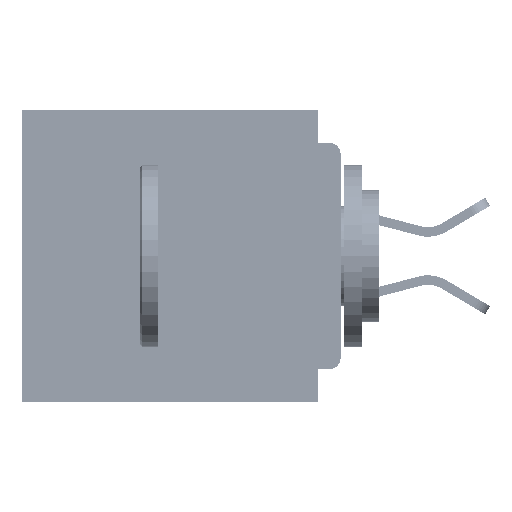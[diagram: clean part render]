
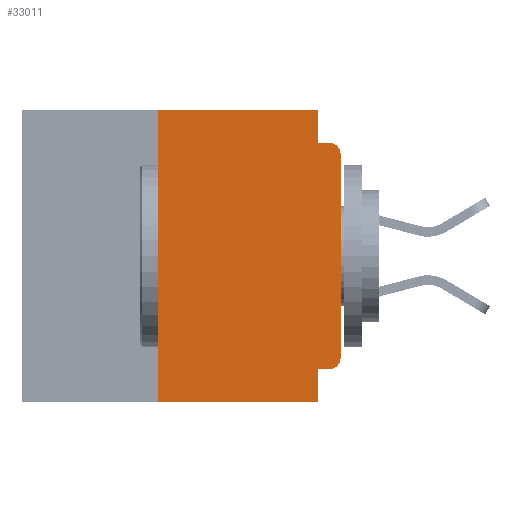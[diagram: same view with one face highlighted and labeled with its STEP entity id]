
A CAD part, left-side view. The second image highlights one B-rep face of the part: STEP entity #33011.
In plain terms, the highlighted planar face has unit normal (-1, 0, 0).
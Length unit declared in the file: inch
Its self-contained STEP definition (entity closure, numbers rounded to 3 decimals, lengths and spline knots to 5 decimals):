
#114 = ORIENTED_EDGE ( 'NONE', *, *, #15348, .F. ) ;
#449 = DIRECTION ( 'NONE',  ( 0., 0., 1. ) ) ;
#1441 = ORIENTED_EDGE ( 'NONE', *, *, #1824, .F. ) ;
#1824 = EDGE_CURVE ( 'NONE', #62904, #8375, #9029, .T. ) ;
#2975 = ORIENTED_EDGE ( 'NONE', *, *, #57694, .F. ) ;
#4064 = PLANE ( 'NONE',  #24855 ) ;
#4368 = CARTESIAN_POINT ( 'NONE',  ( 0., 0.015, -0.355 ) ) ;
#4830 = VECTOR ( 'NONE', #13703, 39.37008 ) ;
#6691 = CARTESIAN_POINT ( 'NONE',  ( 0., 0., -0.355 ) ) ;
#7856 = DIRECTION ( 'NONE',  ( -1., 0., 0. ) ) ;
#8010 = DIRECTION ( 'NONE',  ( 0., -1., 0. ) ) ;
#8045 = EDGE_CURVE ( 'NONE', #12454, #33379, #34603, .T. ) ;
#8110 = CARTESIAN_POINT ( 'NONE',  ( 0., 0., -0.045 ) ) ;
#8375 = VERTEX_POINT ( 'NONE', #31001 ) ;
#9029 = LINE ( 'NONE', #26990, #64493 ) ;
#9687 = DIRECTION ( 'NONE',  ( 1., 0., 0. ) ) ;
#9911 = CIRCLE ( 'NONE', #60268, 0.015 ) ;
#12454 = VERTEX_POINT ( 'NONE', #28195 ) ;
#13612 = ORIENTED_EDGE ( 'NONE', *, *, #42998, .F. ) ;
#13703 = DIRECTION ( 'NONE',  ( 0., -1., 0. ) ) ;
#14800 = CARTESIAN_POINT ( 'NONE',  ( 0., 0.031, -0.355 ) ) ;
#15246 = ORIENTED_EDGE ( 'NONE', *, *, #47654, .T. ) ;
#15348 = EDGE_CURVE ( 'NONE', #27757, #52500, #20723, .T. ) ;
#15422 = ORIENTED_EDGE ( 'NONE', *, *, #43566, .F. ) ;
#17284 = VECTOR ( 'NONE', #8010, 39.37008 ) ;
#17645 = CARTESIAN_POINT ( 'NONE',  ( 0., 0.25, 0. ) ) ;
#18999 = LINE ( 'NONE', #46834, #17284 ) ;
#20723 = LINE ( 'NONE', #66257, #48462 ) ;
#21601 = VECTOR ( 'NONE', #23280, 39.37008 ) ;
#22281 = DIRECTION ( 'NONE',  ( 0., 0., -1. ) ) ;
#23280 = DIRECTION ( 'NONE',  ( 0., 1., 0. ) ) ;
#24855 = AXIS2_PLACEMENT_3D ( 'NONE', #42949, #9687, #48504 ) ;
#25754 = LINE ( 'NONE', #61115, #53472 ) ;
#26081 = CARTESIAN_POINT ( 'NONE',  ( 0., 0.015, -0.06 ) ) ;
#26423 = DIRECTION ( 'NONE',  ( 0., 0., -1. ) ) ;
#26530 = VERTEX_POINT ( 'NONE', #69422 ) ;
#26990 = CARTESIAN_POINT ( 'NONE',  ( 0., 0.031, -0.4 ) ) ;
#27757 = VERTEX_POINT ( 'NONE', #35698 ) ;
#28195 = CARTESIAN_POINT ( 'NONE',  ( 0., 0., -0.34 ) ) ;
#28456 = LINE ( 'NONE', #52824, #41400 ) ;
#30325 = CIRCLE ( 'NONE', #35339, 0.015 ) ;
#30423 = ORIENTED_EDGE ( 'NONE', *, *, #8045, .T. ) ;
#31001 = CARTESIAN_POINT ( 'NONE',  ( 0., 0.031, -0.4 ) ) ;
#31655 = DIRECTION ( 'NONE',  ( 0., 0., -1. ) ) ;
#33011 = ADVANCED_FACE ( 'NONE', ( #40178 ), #4064, .F. ) ;
#33379 = VERTEX_POINT ( 'NONE', #46005 ) ;
#34603 = LINE ( 'NONE', #66810, #47579 ) ;
#35339 = AXIS2_PLACEMENT_3D ( 'NONE', #41135, #7856, #46678 ) ;
#35698 = CARTESIAN_POINT ( 'NONE',  ( 0., 0.031, 0. ) ) ;
#35751 = EDGE_LOOP ( 'NONE', ( #30423, #37423, #15422, #114, #2975, #13612, #15246, #1441, #50128, #38964 ) ) ;
#37423 = ORIENTED_EDGE ( 'NONE', *, *, #49453, .T. ) ;
#37966 = CARTESIAN_POINT ( 'NONE',  ( 0., 0.015, -0.045 ) ) ;
#38964 = ORIENTED_EDGE ( 'NONE', *, *, #52213, .T. ) ;
#40178 = FACE_OUTER_BOUND ( 'NONE', #35751, .T. ) ;
#41135 = CARTESIAN_POINT ( 'NONE',  ( 0., 0.015, -0.34 ) ) ;
#41400 = VECTOR ( 'NONE', #58392, 39.37008 ) ;
#42949 = CARTESIAN_POINT ( 'NONE',  ( 0., 0.437, 0. ) ) ;
#42998 = EDGE_CURVE ( 'NONE', #26530, #63737, #28456, .T. ) ;
#43566 = EDGE_CURVE ( 'NONE', #52500, #43830, #49136, .T. ) ;
#43830 = VERTEX_POINT ( 'NONE', #37966 ) ;
#46005 = CARTESIAN_POINT ( 'NONE',  ( 0., 0., -0.06 ) ) ;
#46678 = DIRECTION ( 'NONE',  ( 0., 0., -1. ) ) ;
#46834 = CARTESIAN_POINT ( 'NONE',  ( 0., 0.437, -0.4 ) ) ;
#47579 = VECTOR ( 'NONE', #449, 39.37008 ) ;
#47654 = EDGE_CURVE ( 'NONE', #26530, #8375, #18999, .T. ) ;
#48462 = VECTOR ( 'NONE', #22281, 39.37008 ) ;
#48504 = DIRECTION ( 'NONE',  ( 0., 0., -1. ) ) ;
#49136 = LINE ( 'NONE', #8110, #4830 ) ;
#49320 = LINE ( 'NONE', #6691, #21601 ) ;
#49453 = EDGE_CURVE ( 'NONE', #33379, #43830, #9911, .T. ) ;
#50128 = ORIENTED_EDGE ( 'NONE', *, *, #68481, .F. ) ;
#52213 = EDGE_CURVE ( 'NONE', #65724, #12454, #30325, .T. ) ;
#52500 = VERTEX_POINT ( 'NONE', #54651 ) ;
#52824 = CARTESIAN_POINT ( 'NONE',  ( 0., 0.25, -0.4 ) ) ;
#53472 = VECTOR ( 'NONE', #66643, 39.37008 ) ;
#54651 = CARTESIAN_POINT ( 'NONE',  ( 0., 0.031, -0.045 ) ) ;
#57694 = EDGE_CURVE ( 'NONE', #63737, #27757, #25754, .T. ) ;
#58392 = DIRECTION ( 'NONE',  ( 0., 0., 1. ) ) ;
#60268 = AXIS2_PLACEMENT_3D ( 'NONE', #26081, #64762, #31655 ) ;
#61115 = CARTESIAN_POINT ( 'NONE',  ( 0., 0.437, 0. ) ) ;
#62904 = VERTEX_POINT ( 'NONE', #14800 ) ;
#63737 = VERTEX_POINT ( 'NONE', #17645 ) ;
#64493 = VECTOR ( 'NONE', #26423, 39.37008 ) ;
#64762 = DIRECTION ( 'NONE',  ( -1., 0., 0. ) ) ;
#65724 = VERTEX_POINT ( 'NONE', #4368 ) ;
#66257 = CARTESIAN_POINT ( 'NONE',  ( 0., 0.031, 0. ) ) ;
#66643 = DIRECTION ( 'NONE',  ( 0., -1., 0. ) ) ;
#66810 = CARTESIAN_POINT ( 'NONE',  ( 0., 0., 0. ) ) ;
#68481 = EDGE_CURVE ( 'NONE', #65724, #62904, #49320, .T. ) ;
#69422 = CARTESIAN_POINT ( 'NONE',  ( 0., 0.25, -0.4 ) ) ;
